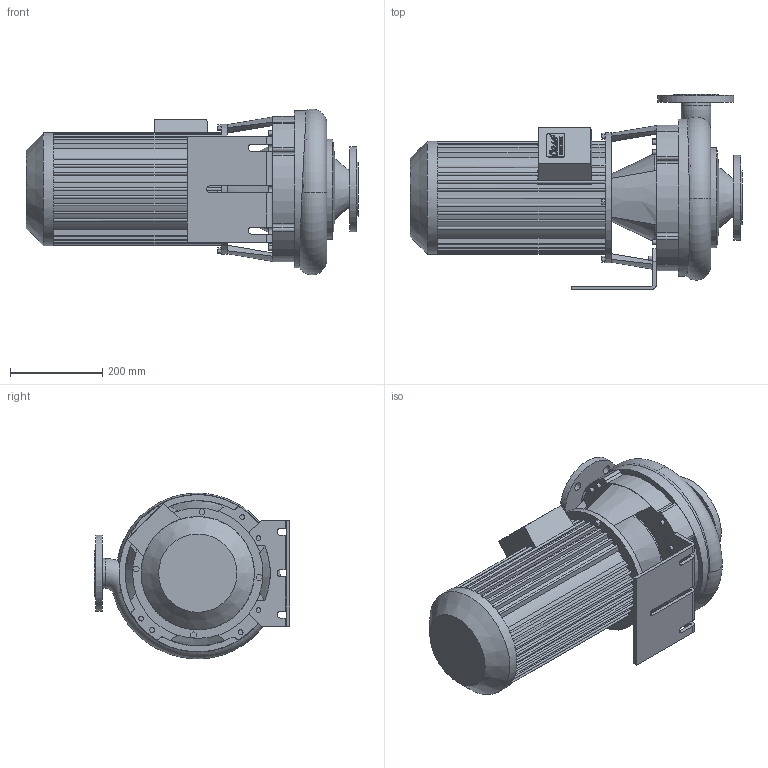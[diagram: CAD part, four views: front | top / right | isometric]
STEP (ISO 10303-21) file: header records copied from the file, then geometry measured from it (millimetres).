
FILE_DESCRIPTION(/* description */ (''),/* implementation_level */ '2;1');
FILE_NAME(/* name */ '45307 KRP.stp',/* time_stamp */ '2016-06-21T10:02:50+02:00',/* author */ ('guzb562'),/* organization */ (''),/* preprocessor_version */ 'ST-DEVELOPER v16.1',/* originating_system */ 'Autodesk Inventor 2016',/* authorisation */ '');
FILE_SCHEMA (('AUTOMOTIVE_DESIGN { 1 0 10303 214 3 1 1 }'));
Length unit declared in the file: millimetre
Products named in the file (1): 45307 KRP
Bounding box: 721 x 425 x 359.91 mm (x, y, z)
Volume: 32331814.9 mm3; surface area: 1559863.6 mm2
Topology: 1 solids, 2 shells, 562 faces, 1549 edges, 1028 vertices
Faces by surface type: plane 296, cylinder 157, bspline 94, torus 10, cone 5
Full cylindrical faces by diameter (mm): 10 x1, 10.431 x9, 18 x4, 19 x4, 60.3 x1, 64.3 x1, 76.1 x2, 99 x1, 118 x1, 165 x1, 185 x1, 192.098 x1, 217.617 x1, 246 x1, 283.214 x1, 314.867 x1, 341.756 x2
Entity records: 19054 total; most frequent: CARTESIAN_POINT 5187, ORIENTED_EDGE 2996, DIRECTION 2571, EDGE_CURVE 1498, VERTEX_POINT 1018, LINE 933, VECTOR 933, AXIS2_PLACEMENT_3D 819
